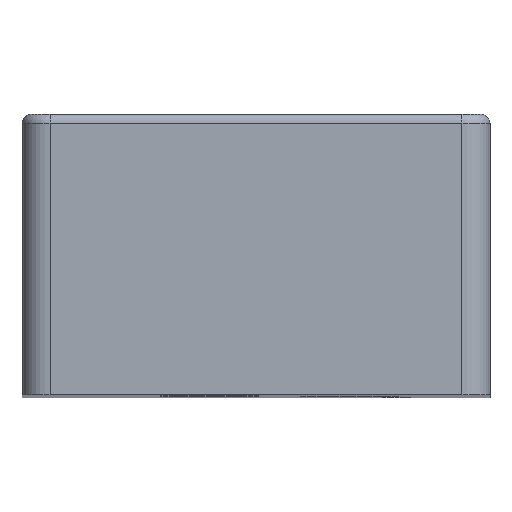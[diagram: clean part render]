
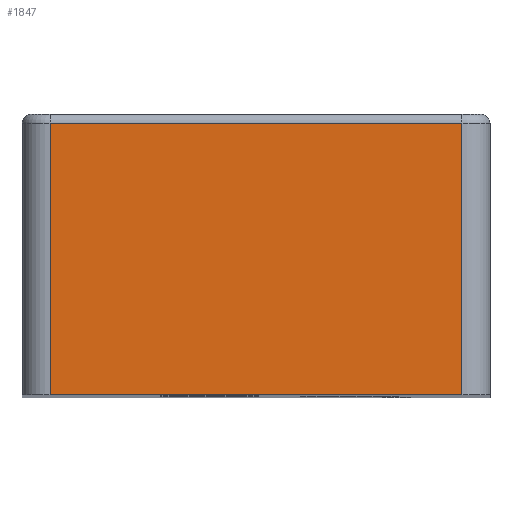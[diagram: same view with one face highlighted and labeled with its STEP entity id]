
A CAD part, top view. The second image highlights one B-rep face of the part: STEP entity #1847.
In plain terms, the highlighted planar face has unit normal (0, 0, 1).
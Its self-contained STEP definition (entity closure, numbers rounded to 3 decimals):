
#200=LINE('',#2950,#350);
#210=LINE('',#2989,#360);
#211=LINE('',#2993,#361);
#212=LINE('',#2994,#362);
#350=VECTOR('',#2323,10.);
#360=VECTOR('',#2371,10.);
#361=VECTOR('',#2376,10.);
#362=VECTOR('',#2377,10.);
#467=PLANE('',#2028);
#531=FACE_OUTER_BOUND('',#662,.T.);
#662=EDGE_LOOP('',(#1416,#1417,#1418,#1419));
#913=VERTEX_POINT('',#2944);
#914=VERTEX_POINT('',#2948);
#924=VERTEX_POINT('',#2988);
#925=VERTEX_POINT('',#2992);
#1088=EDGE_CURVE('',#914,#913,#200,.T.);
#1107=EDGE_CURVE('',#913,#924,#210,.T.);
#1109=EDGE_CURVE('',#925,#914,#211,.T.);
#1110=EDGE_CURVE('',#925,#924,#212,.T.);
#1416=ORIENTED_EDGE('',*,*,#1088,.F.);
#1417=ORIENTED_EDGE('',*,*,#1109,.F.);
#1418=ORIENTED_EDGE('',*,*,#1110,.T.);
#1419=ORIENTED_EDGE('',*,*,#1107,.F.);
#1847=ADVANCED_FACE('',(#531),#467,.T.);
#2028=AXIS2_PLACEMENT_3D('',#2991,#2374,#2375);
#2323=DIRECTION('',(1.,0.,0.));
#2371=DIRECTION('',(0.,-1.,0.));
#2374=DIRECTION('center_axis',(0.,0.,1.));
#2375=DIRECTION('ref_axis',(1.,0.,0.));
#2376=DIRECTION('',(0.,1.,0.));
#2377=DIRECTION('',(1.,0.,0.));
#2944=CARTESIAN_POINT('',(47.,29.,0.));
#2948=CARTESIAN_POINT('',(3.,29.,0.));
#2950=CARTESIAN_POINT('',(12.5,29.,0.));
#2988=CARTESIAN_POINT('',(47.,0.,0.));
#2989=CARTESIAN_POINT('',(47.,0.,0.));
#2991=CARTESIAN_POINT('Origin',(0.,0.,0.));
#2992=CARTESIAN_POINT('',(3.,0.,0.));
#2993=CARTESIAN_POINT('',(3.,0.,0.));
#2994=CARTESIAN_POINT('',(0.,0.,0.));
